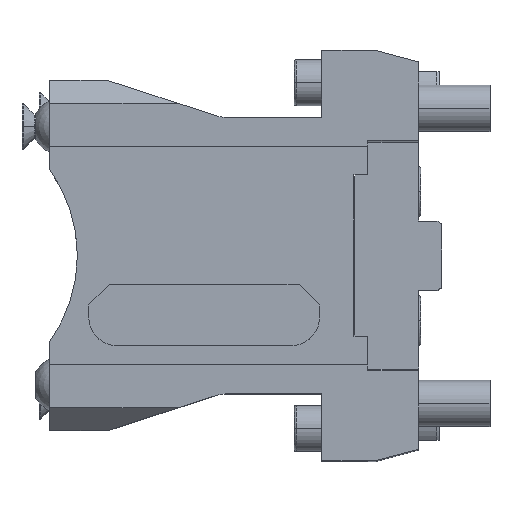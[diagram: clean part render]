
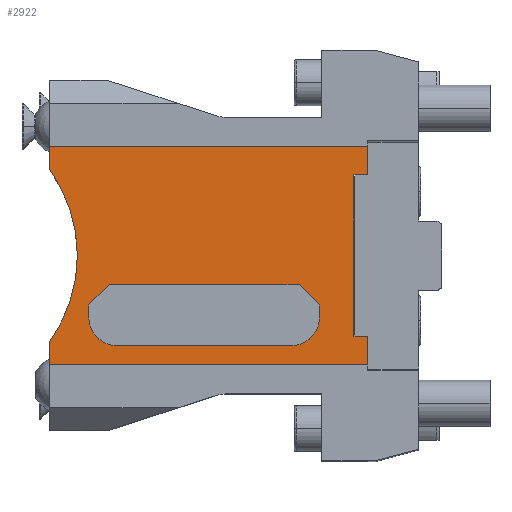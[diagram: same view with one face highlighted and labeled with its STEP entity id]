
A CAD part, top view. The second image highlights one B-rep face of the part: STEP entity #2922.
In plain terms, the highlighted planar face has unit normal (0, 0, 1).
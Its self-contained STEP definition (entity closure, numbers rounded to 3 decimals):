
#89=DIRECTION('',(0.,-1.,0.));
#90=VECTOR('',#89,6.969);
#91=CARTESIAN_POINT('',(-11.,24.758,51.6));
#92=LINE('',#91,#90);
#145=DIRECTION('',(0.866,0.5,0.));
#146=VECTOR('',#145,0.577);
#147=CARTESIAN_POINT('',(-11.5,17.5,51.6));
#148=LINE('',#147,#146);
#149=DIRECTION('',(-1.,0.,0.));
#150=VECTOR('',#149,2.5);
#151=CARTESIAN_POINT('',(-11.5,17.5,51.6));
#152=LINE('',#151,#150);
#153=DIRECTION('',(0.,-1.,0.));
#154=VECTOR('',#153,35.);
#155=CARTESIAN_POINT('',(-14.,17.5,51.6));
#156=LINE('',#155,#154);
#157=DIRECTION('',(-1.,0.,0.));
#158=VECTOR('',#157,2.5);
#159=CARTESIAN_POINT('',(-11.5,-17.5,51.6));
#160=LINE('',#159,#158);
#161=DIRECTION('',(-0.866,0.5,0.));
#162=VECTOR('',#161,0.577);
#163=CARTESIAN_POINT('',(-11.,-17.789,51.6));
#164=LINE('',#163,#162);
#165=CARTESIAN_POINT('',(-106.,0.,51.6));
#166=DIRECTION('',(0.,0.,-1.));
#167=DIRECTION('',(0.813,0.583,0.));
#168=AXIS2_PLACEMENT_3D('',#165,#166,#167);
#170=DIRECTION('',(1.,0.,0.));
#171=VECTOR('',#170,69.);
#172=CARTESIAN_POINT('',(-80.,24.758,51.6));
#173=LINE('',#172,#171);
#174=DIRECTION('',(0.,1.,0.));
#175=VECTOR('',#174,2.787);
#176=CARTESIAN_POINT('',(-71.5,-13.5,51.6));
#177=LINE('',#176,#175);
#178=CARTESIAN_POINT('',(-65.5,-13.5,51.6));
#179=DIRECTION('',(0.,0.,1.));
#180=DIRECTION('',(-1.,0.,0.));
#181=AXIS2_PLACEMENT_3D('',#178,#179,#180);
#183=DIRECTION('',(1.,0.,0.));
#184=VECTOR('',#183,38.);
#185=CARTESIAN_POINT('',(-65.5,-19.5,51.6));
#186=LINE('',#185,#184);
#187=CARTESIAN_POINT('',(-27.5,-13.5,51.6));
#188=DIRECTION('',(0.,0.,-1.));
#189=DIRECTION('',(1.,0.,0.));
#190=AXIS2_PLACEMENT_3D('',#187,#188,#189);
#192=DIRECTION('',(0.,1.,0.));
#193=VECTOR('',#192,2.787);
#194=CARTESIAN_POINT('',(-21.5,-13.5,51.6));
#195=LINE('',#194,#193);
#196=DIRECTION('',(0.707,-0.707,0.));
#197=VECTOR('',#196,4.989);
#198=CARTESIAN_POINT('',(-25.028,-7.185,51.6));
#199=LINE('',#198,#197);
#200=DIRECTION('',(1.,0.,0.));
#201=VECTOR('',#200,42.944);
#202=CARTESIAN_POINT('',(-67.972,-7.185,51.6));
#203=LINE('',#202,#201);
#204=DIRECTION('',(0.707,0.707,0.));
#205=VECTOR('',#204,4.989);
#206=CARTESIAN_POINT('',(-71.5,-10.713,51.6));
#207=LINE('',#206,#205);
#576=DIRECTION('',(0.,-1.,0.));
#577=VECTOR('',#576,6.103);
#578=CARTESIAN_POINT('',(-80.,-18.655,51.6));
#579=LINE('',#578,#577);
#605=DIRECTION('',(0.,-1.,0.));
#606=VECTOR('',#605,6.103);
#607=CARTESIAN_POINT('',(-80.,24.758,51.6));
#608=LINE('',#607,#606);
#785=DIRECTION('',(1.,0.,0.));
#786=VECTOR('',#785,69.);
#787=CARTESIAN_POINT('',(-80.,-24.758,51.6));
#788=LINE('',#787,#786);
#793=DIRECTION('',(0.,-1.,0.));
#794=VECTOR('',#793,6.969);
#795=CARTESIAN_POINT('',(-11.,-17.789,51.6));
#796=LINE('',#795,#794);
#2299=CARTESIAN_POINT('',(-11.,24.758,51.6));
#2300=VERTEX_POINT('',#2299);
#2301=CARTESIAN_POINT('',(-11.,-24.758,51.6));
#2302=VERTEX_POINT('',#2301);
#2303=CARTESIAN_POINT('',(-80.,24.758,51.6));
#2304=VERTEX_POINT('',#2303);
#2305=CARTESIAN_POINT('',(-80.,-24.758,51.6));
#2306=VERTEX_POINT('',#2305);
#2307=CARTESIAN_POINT('',(-80.,18.655,51.6));
#2308=CARTESIAN_POINT('',(-80.,-18.655,51.6));
#2309=VERTEX_POINT('',#2307);
#2310=VERTEX_POINT('',#2308);
#2383=CARTESIAN_POINT('',(-14.,17.5,51.6));
#2384=CARTESIAN_POINT('',(-14.,-17.5,51.6));
#2385=VERTEX_POINT('',#2383);
#2386=VERTEX_POINT('',#2384);
#2387=CARTESIAN_POINT('',(-11.5,17.5,51.6));
#2388=CARTESIAN_POINT('',(-11.,17.789,51.6));
#2389=VERTEX_POINT('',#2387);
#2390=VERTEX_POINT('',#2388);
#2391=CARTESIAN_POINT('',(-11.,-17.789,51.6));
#2392=CARTESIAN_POINT('',(-11.5,-17.5,51.6));
#2393=VERTEX_POINT('',#2391);
#2394=VERTEX_POINT('',#2392);
#2475=CARTESIAN_POINT('',(-71.5,-13.5,51.6));
#2476=CARTESIAN_POINT('',(-71.5,-10.713,51.6));
#2477=VERTEX_POINT('',#2475);
#2478=VERTEX_POINT('',#2476);
#2479=CARTESIAN_POINT('',(-21.5,-13.5,51.6));
#2480=CARTESIAN_POINT('',(-21.5,-10.713,51.6));
#2481=VERTEX_POINT('',#2479);
#2482=VERTEX_POINT('',#2480);
#2483=CARTESIAN_POINT('',(-67.972,-7.185,51.6));
#2484=CARTESIAN_POINT('',(-25.028,-7.185,51.6));
#2485=VERTEX_POINT('',#2483);
#2486=VERTEX_POINT('',#2484);
#2487=CARTESIAN_POINT('',(-65.5,-19.5,51.6));
#2488=CARTESIAN_POINT('',(-27.5,-19.5,51.6));
#2489=VERTEX_POINT('',#2487);
#2490=VERTEX_POINT('',#2488);
#2875=CARTESIAN_POINT('',(-80.,24.758,51.6));
#2876=DIRECTION('',(0.,0.,-1.));
#2877=DIRECTION('',(0.,-1.,0.));
#2878=AXIS2_PLACEMENT_3D('',#2875,#2876,#2877);
#2879=PLANE('',#2878);
#2881=ORIENTED_EDGE('',*,*,#2880,.F.);
#2883=ORIENTED_EDGE('',*,*,#2882,.T.);
#2885=ORIENTED_EDGE('',*,*,#2884,.T.);
#2887=ORIENTED_EDGE('',*,*,#2886,.F.);
#2889=ORIENTED_EDGE('',*,*,#2888,.F.);
#2891=ORIENTED_EDGE('',*,*,#2890,.T.);
#2893=ORIENTED_EDGE('',*,*,#2892,.F.);
#2895=ORIENTED_EDGE('',*,*,#2894,.F.);
#2897=ORIENTED_EDGE('',*,*,#2896,.F.);
#2899=ORIENTED_EDGE('',*,*,#2898,.F.);
#2900=ORIENTED_EDGE('',*,*,#2868,.T.);
#2901=ORIENTED_EDGE('',*,*,#2809,.T.);
#2902=EDGE_LOOP('',(#2881,#2883,#2885,#2887,#2889,#2891,#2893,#2895,#2897,#2899,
#2900,#2901));
#2903=FACE_OUTER_BOUND('',#2902,.F.);
#2905=ORIENTED_EDGE('',*,*,#2904,.F.);
#2907=ORIENTED_EDGE('',*,*,#2906,.T.);
#2909=ORIENTED_EDGE('',*,*,#2908,.T.);
#2911=ORIENTED_EDGE('',*,*,#2910,.F.);
#2913=ORIENTED_EDGE('',*,*,#2912,.T.);
#2915=ORIENTED_EDGE('',*,*,#2914,.F.);
#2917=ORIENTED_EDGE('',*,*,#2916,.F.);
#2919=ORIENTED_EDGE('',*,*,#2918,.F.);
#2920=EDGE_LOOP('',(#2905,#2907,#2909,#2911,#2913,#2915,#2917,#2919));
#2921=FACE_BOUND('',#2920,.F.);
#2922=ADVANCED_FACE('',(#2903,#2921),#2879,.F.);
#169=CIRCLE('',#168,32.);
#182=CIRCLE('',#181,6.);
#191=CIRCLE('',#190,6.);
#2809=EDGE_CURVE('',#2300,#2390,#92,.T.);
#2868=EDGE_CURVE('',#2304,#2300,#173,.T.);
#2880=EDGE_CURVE('',#2389,#2390,#148,.T.);
#2882=EDGE_CURVE('',#2389,#2385,#152,.T.);
#2884=EDGE_CURVE('',#2385,#2386,#156,.T.);
#2886=EDGE_CURVE('',#2394,#2386,#160,.T.);
#2888=EDGE_CURVE('',#2393,#2394,#164,.T.);
#2890=EDGE_CURVE('',#2393,#2302,#796,.T.);
#2892=EDGE_CURVE('',#2306,#2302,#788,.T.);
#2894=EDGE_CURVE('',#2310,#2306,#579,.T.);
#2896=EDGE_CURVE('',#2309,#2310,#169,.T.);
#2898=EDGE_CURVE('',#2304,#2309,#608,.T.);
#2904=EDGE_CURVE('',#2477,#2478,#177,.T.);
#2906=EDGE_CURVE('',#2477,#2489,#182,.T.);
#2908=EDGE_CURVE('',#2489,#2490,#186,.T.);
#2910=EDGE_CURVE('',#2481,#2490,#191,.T.);
#2912=EDGE_CURVE('',#2481,#2482,#195,.T.);
#2914=EDGE_CURVE('',#2486,#2482,#199,.T.);
#2916=EDGE_CURVE('',#2485,#2486,#203,.T.);
#2918=EDGE_CURVE('',#2478,#2485,#207,.T.);
